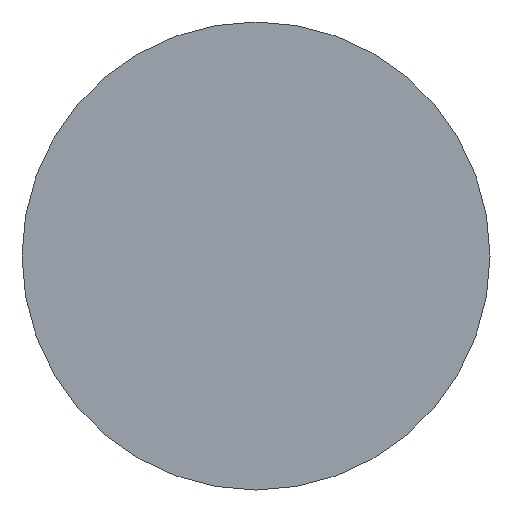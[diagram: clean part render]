
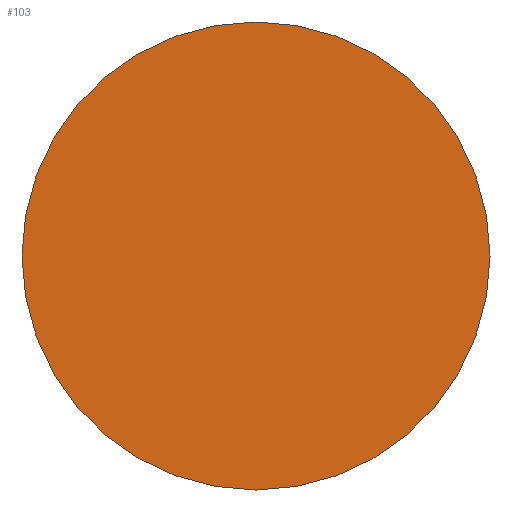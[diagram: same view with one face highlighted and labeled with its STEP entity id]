
A CAD part, left-side view. The second image highlights one B-rep face of the part: STEP entity #103.
In plain terms, the highlighted planar face has unit normal (-1, 0, 0).
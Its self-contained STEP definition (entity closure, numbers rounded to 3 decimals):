
#20=CIRCLE('',#126,30.);
#21=CIRCLE('',#127,30.);
#24=PLANE('',#129);
#30=FACE_OUTER_BOUND('',#36,.T.);
#36=EDGE_LOOP('',(#94,#95));
#55=VERTEX_POINT('',#225);
#56=VERTEX_POINT('',#227);
#68=EDGE_CURVE('',#56,#55,#20,.T.);
#69=EDGE_CURVE('',#55,#56,#21,.T.);
#94=ORIENTED_EDGE('',*,*,#68,.T.);
#95=ORIENTED_EDGE('',*,*,#69,.T.);
#103=ADVANCED_FACE('',(#30),#24,.T.);
#126=AXIS2_PLACEMENT_3D('',#228,#152,#153);
#127=AXIS2_PLACEMENT_3D('',#229,#154,#155);
#129=AXIS2_PLACEMENT_3D('',#231,#158,#159);
#152=DIRECTION('center_axis',(-1.,0.,0.));
#153=DIRECTION('ref_axis',(0.,1.,0.));
#154=DIRECTION('center_axis',(-1.,0.,0.));
#155=DIRECTION('ref_axis',(0.,1.,0.));
#158=DIRECTION('center_axis',(-1.,0.,0.));
#159=DIRECTION('ref_axis',(0.,-1.,0.));
#225=CARTESIAN_POINT('',(78.703,-30.,0.));
#227=CARTESIAN_POINT('',(78.703,30.,0.));
#228=CARTESIAN_POINT('Origin',(78.703,0.,0.));
#229=CARTESIAN_POINT('Origin',(78.703,0.,0.));
#231=CARTESIAN_POINT('Origin',(78.703,0.,0.));
